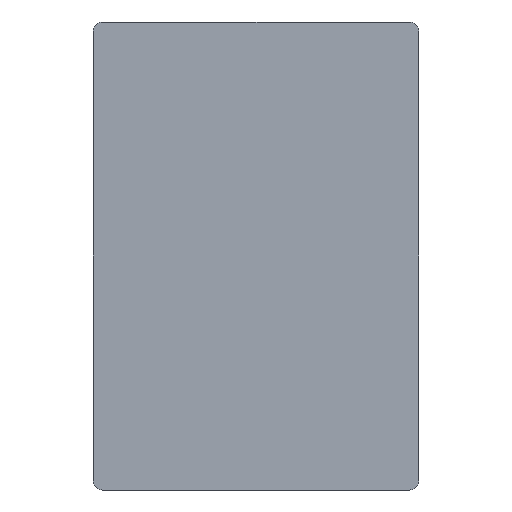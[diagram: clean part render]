
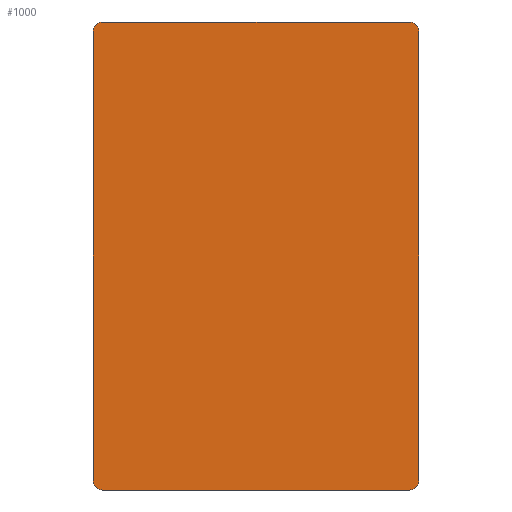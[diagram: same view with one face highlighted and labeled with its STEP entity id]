
A CAD part, front view. The second image highlights one B-rep face of the part: STEP entity #1000.
In plain terms, the highlighted planar face has unit normal (0, -1, 0).
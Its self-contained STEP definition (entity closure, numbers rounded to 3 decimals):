
#96=PLANE('',#1118);
#148=FACE_OUTER_BOUND('',#234,.T.);
#234=EDGE_LOOP('',(#917,#918,#919,#920,#921,#922,#923,#924));
#241=LINE('',#1463,#325);
#251=LINE('',#1486,#335);
#257=LINE('',#1500,#341);
#318=LINE('',#1680,#402);
#325=VECTOR('',#1171,10.);
#335=VECTOR('',#1191,10.);
#341=VECTOR('',#1203,10.);
#402=VECTOR('',#1402,10.);
#404=CIRCLE('',#1023,2.);
#420=CIRCLE('',#1042,2.);
#421=CIRCLE('',#1044,2.);
#422=CIRCLE('',#1047,2.);
#451=VERTEX_POINT('',#1418);
#452=VERTEX_POINT('',#1420);
#471=VERTEX_POINT('',#1462);
#476=VERTEX_POINT('',#1474);
#477=VERTEX_POINT('',#1478);
#478=VERTEX_POINT('',#1480);
#479=VERTEX_POINT('',#1484);
#484=VERTEX_POINT('',#1496);
#537=EDGE_CURVE('',#451,#452,#404,.T.);
#558=EDGE_CURVE('',#452,#471,#241,.T.);
#564=EDGE_CURVE('',#471,#476,#420,.T.);
#567=EDGE_CURVE('',#477,#478,#421,.T.);
#570=EDGE_CURVE('',#479,#477,#251,.T.);
#576=EDGE_CURVE('',#484,#479,#422,.T.);
#577=EDGE_CURVE('',#476,#484,#257,.T.);
#664=EDGE_CURVE('',#478,#451,#318,.T.);
#917=ORIENTED_EDGE('',*,*,#537,.F.);
#918=ORIENTED_EDGE('',*,*,#664,.F.);
#919=ORIENTED_EDGE('',*,*,#567,.F.);
#920=ORIENTED_EDGE('',*,*,#570,.F.);
#921=ORIENTED_EDGE('',*,*,#576,.F.);
#922=ORIENTED_EDGE('',*,*,#577,.F.);
#923=ORIENTED_EDGE('',*,*,#564,.F.);
#924=ORIENTED_EDGE('',*,*,#558,.F.);
#1000=ADVANCED_FACE('',(#148),#96,.F.);
#1023=AXIS2_PLACEMENT_3D('',#1421,#1130,#1131);
#1042=AXIS2_PLACEMENT_3D('',#1475,#1179,#1180);
#1044=AXIS2_PLACEMENT_3D('',#1481,#1185,#1186);
#1047=AXIS2_PLACEMENT_3D('',#1498,#1199,#1200);
#1118=AXIS2_PLACEMENT_3D('',#1681,#1403,#1404);
#1130=DIRECTION('center_axis',(0.,1.,0.));
#1131=DIRECTION('ref_axis',(-0.707,0.,0.707));
#1171=DIRECTION('',(1.,0.,0.));
#1179=DIRECTION('center_axis',(0.,1.,0.));
#1180=DIRECTION('ref_axis',(0.707,0.,0.707));
#1185=DIRECTION('center_axis',(0.,1.,0.));
#1186=DIRECTION('ref_axis',(-0.707,0.,-0.707));
#1191=DIRECTION('',(-1.,0.,0.));
#1199=DIRECTION('center_axis',(0.,1.,0.));
#1200=DIRECTION('ref_axis',(0.707,0.,-0.707));
#1203=DIRECTION('',(0.,0.,-1.));
#1402=DIRECTION('',(0.,0.,1.));
#1403=DIRECTION('center_axis',(0.,1.,0.));
#1404=DIRECTION('ref_axis',(0.,0.,1.));
#1418=CARTESIAN_POINT('',(-34.1,0.,47.));
#1420=CARTESIAN_POINT('',(-32.1,0.,49.));
#1421=CARTESIAN_POINT('Origin',(-32.1,0.,47.));
#1462=CARTESIAN_POINT('',(32.1,0.,49.));
#1463=CARTESIAN_POINT('',(-34.1,0.,49.));
#1474=CARTESIAN_POINT('',(34.1,0.,47.));
#1475=CARTESIAN_POINT('Origin',(32.1,0.,47.));
#1478=CARTESIAN_POINT('',(-32.1,0.,-49.));
#1480=CARTESIAN_POINT('',(-34.1,0.,-47.));
#1481=CARTESIAN_POINT('Origin',(-32.1,0.,-47.));
#1484=CARTESIAN_POINT('',(32.1,0.,-49.));
#1486=CARTESIAN_POINT('',(34.1,0.,-49.));
#1496=CARTESIAN_POINT('',(34.1,0.,-47.));
#1498=CARTESIAN_POINT('Origin',(32.1,0.,-47.));
#1500=CARTESIAN_POINT('',(34.1,0.,49.));
#1680=CARTESIAN_POINT('',(-34.1,0.,-49.));
#1681=CARTESIAN_POINT('Origin',(0.,0.,0.));
